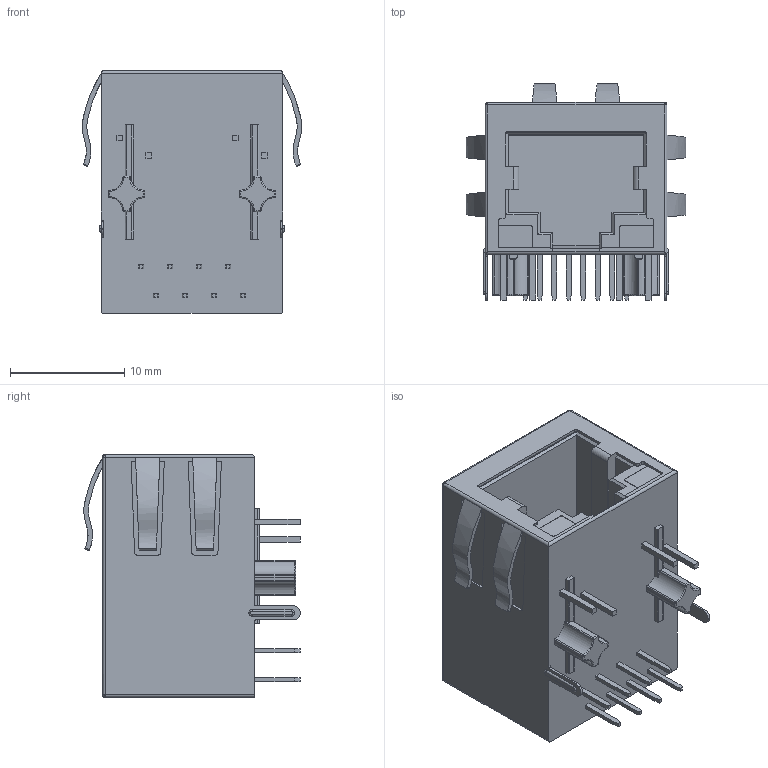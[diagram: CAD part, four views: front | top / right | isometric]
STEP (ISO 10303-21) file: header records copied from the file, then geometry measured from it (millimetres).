
FILE_DESCRIPTION (( 'STEP AP203' ), '1' );
FILE_NAME ('TMJG4944GENL.STEP', '2023-03-07T02:49:41', ( '' ), ( '' ), 'SwSTEP 2.0', 'SolidWorks 2022', '' );
FILE_SCHEMA (( 'CONFIG_CONTROL_DESIGN' ));
Length unit declared in the file: millimetre
Products named in the file (1): TMJG4944GENL
Bounding box: 19.22 x 18.94 x 21.25 mm (x, y, z)
Volume: 3641.3 mm3; surface area: 2538.8 mm2
Topology: 1 solids, 1 shells, 426 faces, 1337 edges, 974 vertices
Faces by surface type: plane 261, cylinder 105, sphere 24, bspline 20, torus 16
Entity records: 18428 total; most frequent: CARTESIAN_POINT 6424, ORIENTED_EDGE 2674, DIRECTION 2222, EDGE_CURVE 1337, VERTEX_POINT 974, VECTOR 900, LINE 900, AXIS2_PLACEMENT_3D 661
